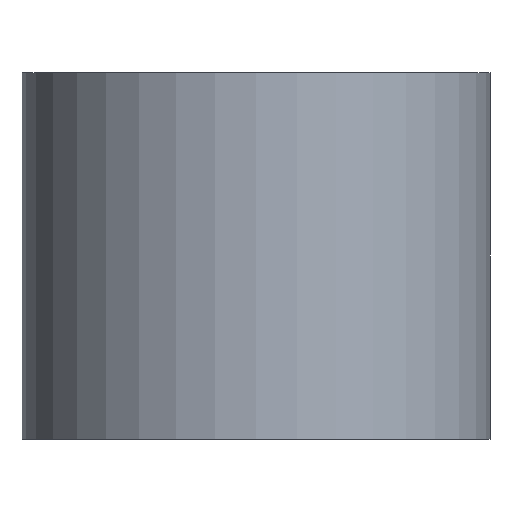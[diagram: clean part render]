
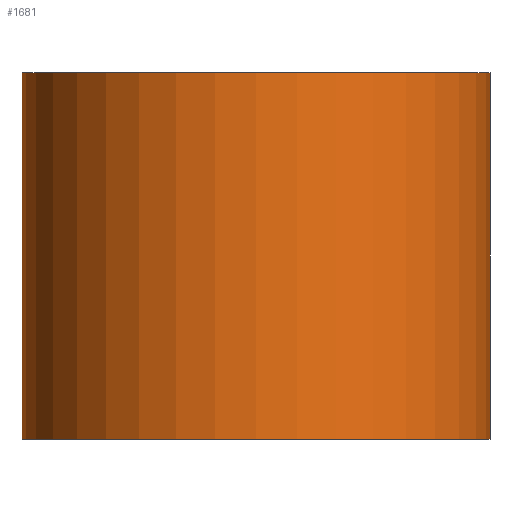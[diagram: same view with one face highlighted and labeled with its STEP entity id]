
A CAD part, front view. The second image highlights one B-rep face of the part: STEP entity #1681.
In plain terms, the highlighted cylindrical face has radius 18.5 mm (diameter 37 mm), a partial arc.
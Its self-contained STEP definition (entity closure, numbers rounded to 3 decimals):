
#34 = DIRECTION ( 'NONE',  ( 0., 0., 1. ) ) ;
#44 = DIRECTION ( 'NONE',  ( 0., 0., 1. ) ) ;
#50 = ORIENTED_EDGE ( 'NONE', *, *, #1185, .F. ) ;
#80 = AXIS2_PLACEMENT_3D ( 'NONE', #791, #985, #2233 ) ;
#254 = EDGE_CURVE ( 'NONE', #259, #1318, #570, .T. ) ;
#259 = VERTEX_POINT ( 'NONE', #606 ) ;
#328 = CARTESIAN_POINT ( 'NONE',  ( 18.5, 0., -29. ) ) ;
#362 = ORIENTED_EDGE ( 'NONE', *, *, #254, .F. ) ;
#376 = CARTESIAN_POINT ( 'NONE',  ( 0., 0., -29. ) ) ;
#441 = CARTESIAN_POINT ( 'NONE',  ( -18.5, 0., -29. ) ) ;
#482 = ORIENTED_EDGE ( 'NONE', *, *, #1909, .T. ) ;
#512 = EDGE_CURVE ( 'NONE', #1550, #2257, #2143, .T. ) ;
#553 = VECTOR ( 'NONE', #44, 1000. ) ;
#570 = LINE ( 'NONE', #441, #553 ) ;
#606 = CARTESIAN_POINT ( 'NONE',  ( -18.5, 0., -29. ) ) ;
#634 = DIRECTION ( 'NONE',  ( 0., 0., 1. ) ) ;
#791 = CARTESIAN_POINT ( 'NONE',  ( 0., 0., 0. ) ) ;
#985 = DIRECTION ( 'NONE',  ( 0., 0., 1. ) ) ;
#1119 = DIRECTION ( 'NONE',  ( 0., 0., 1. ) ) ;
#1128 = CIRCLE ( 'NONE', #1201, 18.5 ) ;
#1185 = EDGE_CURVE ( 'NONE', #1318, #2257, #1866, .T. ) ;
#1201 = AXIS2_PLACEMENT_3D ( 'NONE', #1544, #634, #1345 ) ;
#1283 = CYLINDRICAL_SURFACE ( 'NONE', #1854, 18.5 ) ;
#1318 = VERTEX_POINT ( 'NONE', #2087 ) ;
#1345 = DIRECTION ( 'NONE',  ( 1., 0., 0. ) ) ;
#1544 = CARTESIAN_POINT ( 'NONE',  ( 0., 0., -29. ) ) ;
#1550 = VERTEX_POINT ( 'NONE', #328 ) ;
#1583 = ORIENTED_EDGE ( 'NONE', *, *, #512, .T. ) ;
#1675 = CARTESIAN_POINT ( 'NONE',  ( 18.5, 0., 0. ) ) ;
#1681 = ADVANCED_FACE ( 'NONE', ( #1793 ), #1283, .T. ) ;
#1793 = FACE_OUTER_BOUND ( 'NONE', #2048, .T. ) ;
#1854 = AXIS2_PLACEMENT_3D ( 'NONE', #376, #1119, #2193 ) ;
#1866 = CIRCLE ( 'NONE', #80, 18.5 ) ;
#1909 = EDGE_CURVE ( 'NONE', #259, #1550, #1128, .T. ) ;
#1990 = CARTESIAN_POINT ( 'NONE',  ( 18.5, 0., -29. ) ) ;
#2048 = EDGE_LOOP ( 'NONE', ( #362, #482, #1583, #50 ) ) ;
#2087 = CARTESIAN_POINT ( 'NONE',  ( -18.5, 0., 0. ) ) ;
#2143 = LINE ( 'NONE', #1990, #2231 ) ;
#2193 = DIRECTION ( 'NONE',  ( 1., 0., 0. ) ) ;
#2231 = VECTOR ( 'NONE', #34, 1000. ) ;
#2233 = DIRECTION ( 'NONE',  ( 1., 0., 0. ) ) ;
#2257 = VERTEX_POINT ( 'NONE', #1675 ) ;
